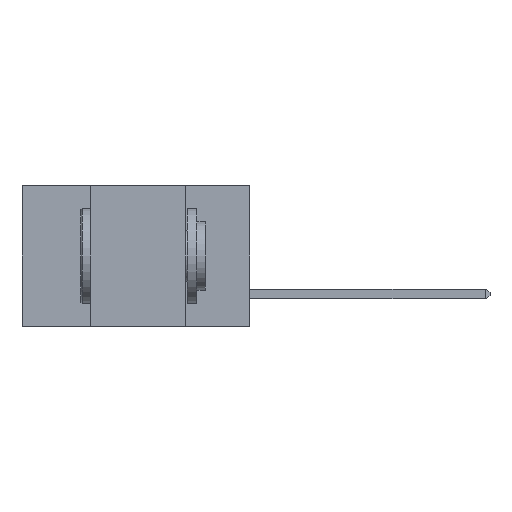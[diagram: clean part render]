
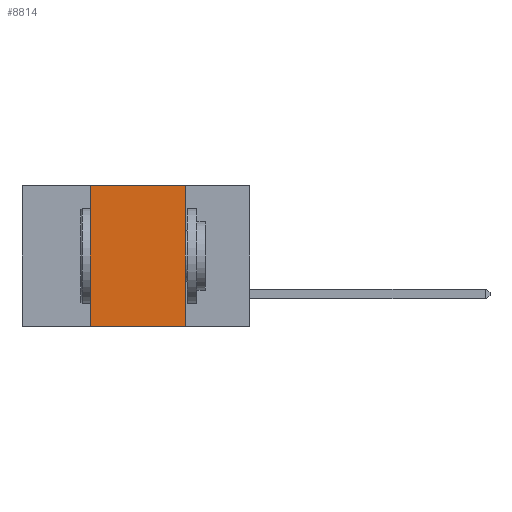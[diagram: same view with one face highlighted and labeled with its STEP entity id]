
A CAD part, left-side view. The second image highlights one B-rep face of the part: STEP entity #8814.
In plain terms, the highlighted planar face has unit normal (-1, 0, 0).
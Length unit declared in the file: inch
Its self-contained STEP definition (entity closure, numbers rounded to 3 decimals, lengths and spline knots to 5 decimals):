
#983 = LINE ( 'NONE', #6275, #24173 ) ;
#1435 = PLANE ( 'NONE',  #22019 ) ;
#3773 = DIRECTION ( 'NONE',  ( 0., 0., -1. ) ) ;
#3780 = CARTESIAN_POINT ( 'NONE',  ( 0., 0.17, 0. ) ) ;
#3937 = DIRECTION ( 'NONE',  ( 0., 0., 1. ) ) ;
#4379 = CARTESIAN_POINT ( 'NONE',  ( 0., 0.6, -0.37 ) ) ;
#4460 = VECTOR ( 'NONE', #8663, 39.37008 ) ;
#6275 = CARTESIAN_POINT ( 'NONE',  ( 0., 0.42, 0. ) ) ;
#7723 = ORIENTED_EDGE ( 'NONE', *, *, #9010, .T. ) ;
#8663 = DIRECTION ( 'NONE',  ( 0., 0., -1. ) ) ;
#8814 = ADVANCED_FACE ( 'NONE', ( #10435 ), #1435, .F. ) ;
#9010 = EDGE_CURVE ( 'NONE', #16118, #12064, #23071, .T. ) ;
#9191 = CARTESIAN_POINT ( 'NONE',  ( 0., 0.42, 0. ) ) ;
#9832 = ORIENTED_EDGE ( 'NONE', *, *, #14982, .F. ) ;
#10435 = FACE_OUTER_BOUND ( 'NONE', #14521, .T. ) ;
#11146 = VECTOR ( 'NONE', #18625, 39.37008 ) ;
#11190 = CARTESIAN_POINT ( 'NONE',  ( 0., 0.42, -0.37 ) ) ;
#12064 = VERTEX_POINT ( 'NONE', #12461 ) ;
#12461 = CARTESIAN_POINT ( 'NONE',  ( 0., 0.17, -0.37 ) ) ;
#13718 = DIRECTION ( 'NONE',  ( 0., -1., 0. ) ) ;
#14521 = EDGE_LOOP ( 'NONE', ( #18301, #9832, #27548, #7723 ) ) ;
#14982 = EDGE_CURVE ( 'NONE', #19251, #21656, #17290, .T. ) ;
#16118 = VERTEX_POINT ( 'NONE', #11190 ) ;
#16202 = VECTOR ( 'NONE', #13718, 39.37008 ) ;
#17290 = LINE ( 'NONE', #25471, #11146 ) ;
#17321 = EDGE_CURVE ( 'NONE', #21656, #12064, #29022, .T. ) ;
#17554 = DIRECTION ( 'NONE',  ( 1., 0., 0. ) ) ;
#18301 = ORIENTED_EDGE ( 'NONE', *, *, #17321, .F. ) ;
#18625 = DIRECTION ( 'NONE',  ( 0., -1., 0. ) ) ;
#19251 = VERTEX_POINT ( 'NONE', #9191 ) ;
#21656 = VERTEX_POINT ( 'NONE', #3780 ) ;
#22019 = AXIS2_PLACEMENT_3D ( 'NONE', #29114, #17554, #3773 ) ;
#23071 = LINE ( 'NONE', #4379, #16202 ) ;
#24173 = VECTOR ( 'NONE', #3937, 39.37008 ) ;
#25471 = CARTESIAN_POINT ( 'NONE',  ( 0., 0.6, 0. ) ) ;
#27157 = CARTESIAN_POINT ( 'NONE',  ( 0., 0.17, 0. ) ) ;
#27548 = ORIENTED_EDGE ( 'NONE', *, *, #28879, .F. ) ;
#28879 = EDGE_CURVE ( 'NONE', #16118, #19251, #983, .T. ) ;
#29022 = LINE ( 'NONE', #27157, #4460 ) ;
#29114 = CARTESIAN_POINT ( 'NONE',  ( 0., 0.6, 0. ) ) ;
